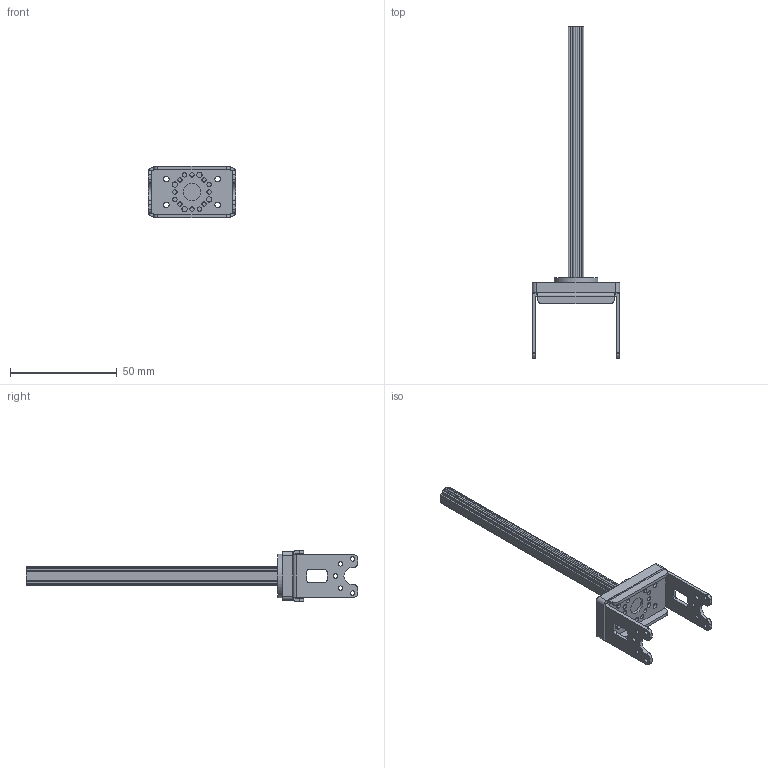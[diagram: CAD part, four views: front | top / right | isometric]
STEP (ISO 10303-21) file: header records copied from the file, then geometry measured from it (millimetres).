
FILE_DESCRIPTION(/* description */ ('STEP AP242','CAx-IF Rec.Pracs.---Representation and Presentation of Product Manufacturing Information (PMI)---4.0---2014-10-13','CAx-IF Rec.Pracs.---3D Tessellated Geometry---0.4---2014-09-14','2;1'),/* implementation_level */ '2;1');
FILE_NAME(/* name */ '6697e005c2cf281424d11b24',/* time_stamp */ '2024-07-17T15:15:18Z',/* author */ (''),/* organization */ (''),/* preprocessor_version */ 'ST-DEVELOPER v20',/* originating_system */ ' ',/* authorisation */ ' ');
FILE_SCHEMA (('AP242_MANAGED_MODEL_BASED_3D_ENGINEERING_MIM_LF { 1 0 10303 442 1 1 4 }'));
Length unit declared in the file: metre
Products named in the file (2): Part 2; FR12_H101
Bounding box: 41 x 155.5 x 24 mm (x, y, z)
Volume: 12379.8 mm3; surface area: 20542.9 mm2
Topology: 2 solids, 2 shells, 187 faces, 508 edges, 328 vertices
Faces by surface type: cylinder 103, plane 65, torus 14, cone 5
Full cylindrical faces by diameter (mm): 2 x18, 2.05 x4, 2.5 x4, 2.6 x8, 8 x1, 19 x1, 20.6 x1
Entity records: 5894 total; most frequent: CARTESIAN_POINT 1049, DIRECTION 1038, ORIENTED_EDGE 914, EDGE_CURVE 457, AXIS2_PLACEMENT_3D 416, VERTEX_POINT 319, EDGE_LOOP 306, FACE_BOUND 306
